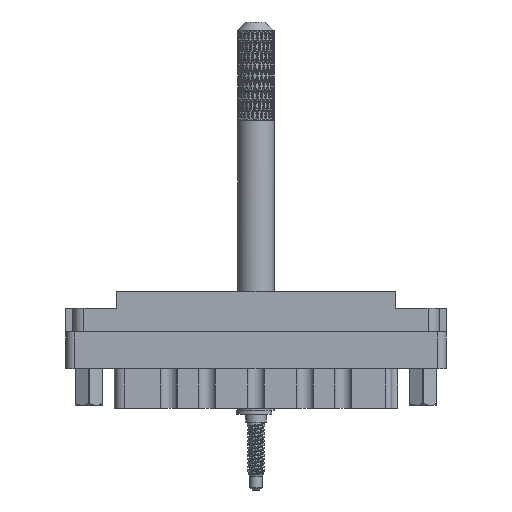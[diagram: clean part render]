
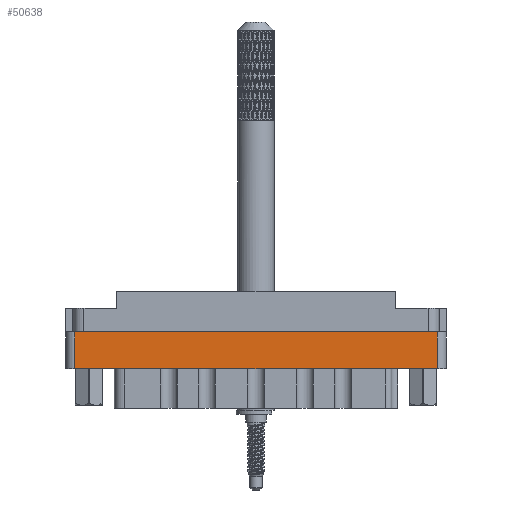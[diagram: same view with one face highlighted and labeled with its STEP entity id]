
A CAD part, front view. The second image highlights one B-rep face of the part: STEP entity #50638.
In plain terms, the highlighted planar face has unit normal (0, -1, 0).
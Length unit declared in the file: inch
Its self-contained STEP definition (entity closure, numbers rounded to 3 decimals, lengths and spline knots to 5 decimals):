
#11520 = DIRECTION ( 'NONE',  ( 0., 0., -1. ) ) ;
#11877 = EDGE_CURVE ( 'NONE', #110033, #61659, #15339, .T. ) ;
#12299 = VERTEX_POINT ( 'NONE', #49333 ) ;
#15339 = LINE ( 'NONE', #21584, #68184 ) ;
#15403 = ORIENTED_EDGE ( 'NONE', *, *, #64594, .F. ) ;
#21584 = CARTESIAN_POINT ( 'NONE',  ( 1.234, -0.438, -0.798 ) ) ;
#23828 = LINE ( 'NONE', #73636, #91273 ) ;
#26914 = CARTESIAN_POINT ( 'NONE',  ( -1.234, -0.438, -0.798 ) ) ;
#29363 = ORIENTED_EDGE ( 'NONE', *, *, #97754, .T. ) ;
#38091 = LINE ( 'NONE', #26914, #105426 ) ;
#40278 = LINE ( 'NONE', #49655, #77004 ) ;
#43552 = CARTESIAN_POINT ( 'NONE',  ( -1.234, -0.438, -0.277 ) ) ;
#48386 = PLANE ( 'NONE',  #77565 ) ;
#49333 = CARTESIAN_POINT ( 'NONE',  ( -1.234, -0.438, -0.529 ) ) ;
#49655 = CARTESIAN_POINT ( 'NONE',  ( 0., -0.438, -0.529 ) ) ;
#50638 = ADVANCED_FACE ( 'NONE', ( #116299 ), #48386, .T. ) ;
#50687 = CARTESIAN_POINT ( 'NONE',  ( 1.234, -0.438, -0.529 ) ) ;
#54548 = VERTEX_POINT ( 'NONE', #43552 ) ;
#61659 = VERTEX_POINT ( 'NONE', #67523 ) ;
#64594 = EDGE_CURVE ( 'NONE', #54548, #61659, #23828, .T. ) ;
#67523 = CARTESIAN_POINT ( 'NONE',  ( 1.234, -0.438, -0.277 ) ) ;
#68184 = VECTOR ( 'NONE', #117691, 39.37008 ) ;
#73636 = CARTESIAN_POINT ( 'NONE',  ( 0., -0.438, -0.277 ) ) ;
#74137 = EDGE_CURVE ( 'NONE', #110033, #12299, #40278, .T. ) ;
#77004 = VECTOR ( 'NONE', #78766, 39.37008 ) ;
#77565 = AXIS2_PLACEMENT_3D ( 'NONE', #105599, #95010, #11520 ) ;
#78766 = DIRECTION ( 'NONE',  ( -1., 0., 0. ) ) ;
#91273 = VECTOR ( 'NONE', #91577, 39.37008 ) ;
#91577 = DIRECTION ( 'NONE',  ( 1., 0., 0. ) ) ;
#95010 = DIRECTION ( 'NONE',  ( 0., -1., 0. ) ) ;
#97754 = EDGE_CURVE ( 'NONE', #54548, #12299, #38091, .T. ) ;
#99287 = ORIENTED_EDGE ( 'NONE', *, *, #11877, .T. ) ;
#101823 = ORIENTED_EDGE ( 'NONE', *, *, #74137, .F. ) ;
#105426 = VECTOR ( 'NONE', #111552, 39.37008 ) ;
#105599 = CARTESIAN_POINT ( 'NONE',  ( -1.296, -0.438, -0.798 ) ) ;
#110033 = VERTEX_POINT ( 'NONE', #50687 ) ;
#111552 = DIRECTION ( 'NONE',  ( 0., 0., -1. ) ) ;
#116299 = FACE_OUTER_BOUND ( 'NONE', #121051, .T. ) ;
#117691 = DIRECTION ( 'NONE',  ( 0., 0., 1. ) ) ;
#121051 = EDGE_LOOP ( 'NONE', ( #15403, #29363, #101823, #99287 ) ) ;
